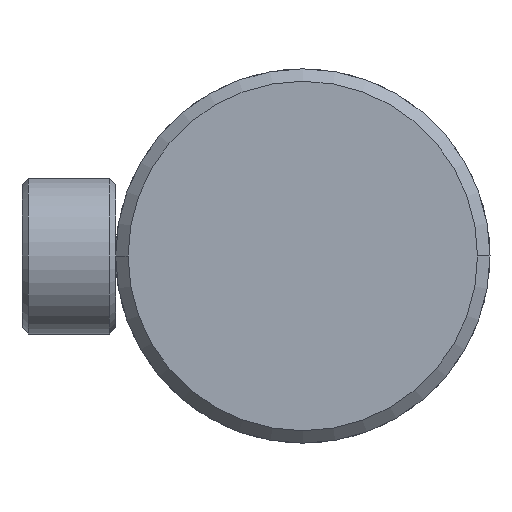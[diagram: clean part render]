
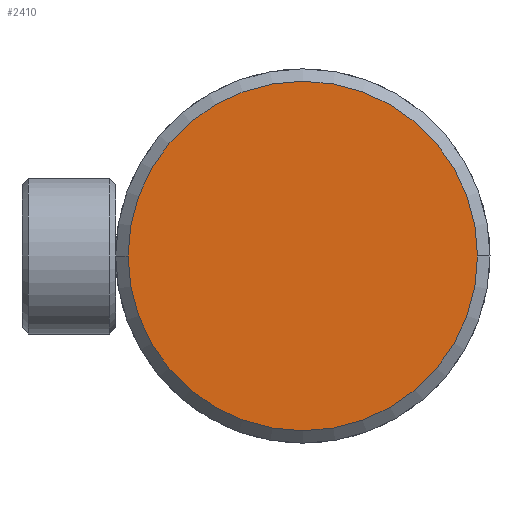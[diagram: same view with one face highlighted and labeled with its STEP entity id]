
A CAD part, left-side view. The second image highlights one B-rep face of the part: STEP entity #2410.
In plain terms, the highlighted planar face has unit normal (-1, 0, 0).
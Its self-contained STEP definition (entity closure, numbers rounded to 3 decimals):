
#231 = CARTESIAN_POINT ( 'NONE',  ( -13., 0., 0. ) ) ;
#400 = PLANE ( 'NONE',  #765 ) ;
#530 = EDGE_CURVE ( 'NONE', #1465, #1319, #1745, .T. ) ;
#548 = EDGE_CURVE ( 'NONE', #1319, #1465, #2290, .T. ) ;
#765 = AXIS2_PLACEMENT_3D ( 'NONE', #1382, #881, #1129 ) ;
#881 = DIRECTION ( 'NONE',  ( -1., 0., 0. ) ) ;
#1129 = DIRECTION ( 'NONE',  ( 0., -1., 0. ) ) ;
#1319 = VERTEX_POINT ( 'NONE', #3101 ) ;
#1366 = CARTESIAN_POINT ( 'NONE',  ( -13., 0., 0. ) ) ;
#1382 = CARTESIAN_POINT ( 'NONE',  ( -13., 0., 0. ) ) ;
#1436 = ORIENTED_EDGE ( 'NONE', *, *, #530, .T. ) ;
#1465 = VERTEX_POINT ( 'NONE', #2021 ) ;
#1569 = DIRECTION ( 'NONE',  ( -1., 0., 0. ) ) ;
#1745 = CIRCLE ( 'NONE', #1763, 28. ) ;
#1763 = AXIS2_PLACEMENT_3D ( 'NONE', #231, #1569, #2337 ) ;
#2021 = CARTESIAN_POINT ( 'NONE',  ( -13., 28., 0. ) ) ;
#2079 = FACE_OUTER_BOUND ( 'NONE', #3012, .T. ) ;
#2093 = AXIS2_PLACEMENT_3D ( 'NONE', #1366, #2855, #2600 ) ;
#2290 = CIRCLE ( 'NONE', #2093, 28. ) ;
#2337 = DIRECTION ( 'NONE',  ( 0., -1., 0. ) ) ;
#2410 = ADVANCED_FACE ( 'NONE', ( #2079 ), #400, .T. ) ;
#2600 = DIRECTION ( 'NONE',  ( 0., -1., 0. ) ) ;
#2855 = DIRECTION ( 'NONE',  ( -1., 0., 0. ) ) ;
#3012 = EDGE_LOOP ( 'NONE', ( #1436, #3249 ) ) ;
#3101 = CARTESIAN_POINT ( 'NONE',  ( -13., -28., 0. ) ) ;
#3249 = ORIENTED_EDGE ( 'NONE', *, *, #548, .T. ) ;
